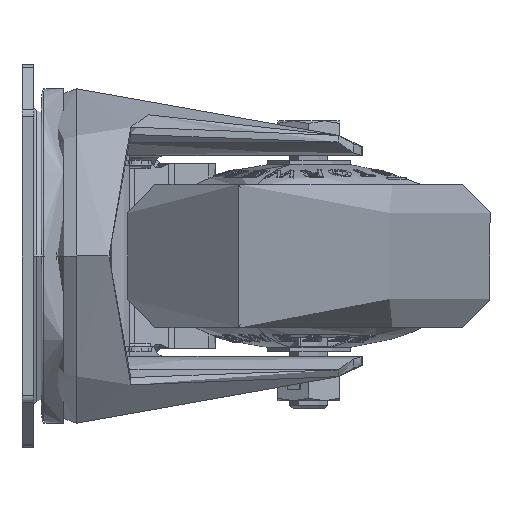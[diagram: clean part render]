
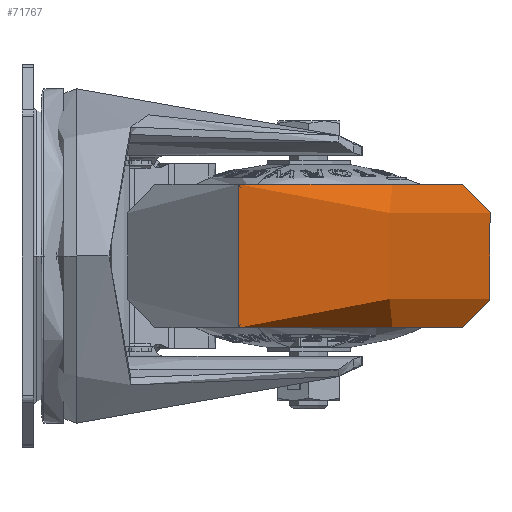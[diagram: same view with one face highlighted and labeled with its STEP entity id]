
A CAD part, left-side view. The second image highlights one B-rep face of the part: STEP entity #71767.
In plain terms, the highlighted free-form (B-spline) face has degree [3, 3] with [4, 4] control points.
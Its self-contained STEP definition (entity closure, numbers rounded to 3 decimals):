
#1279 = DIRECTION ( 'NONE',  ( -0.89, 0.456, 0. ) ) ;
#3118 = CARTESIAN_POINT ( 'NONE',  ( 9.298, -39.295, -15. ) ) ;
#4234 = CARTESIAN_POINT ( 'NONE',  ( 66.702, -68.705, 15. ) ) ;
#4933 = CARTESIAN_POINT ( 'NONE',  ( 66.702, -68.705, 15. ) ) ;
#5500 = VERTEX_POINT ( 'NONE', #50150 ) ;
#6100 = CARTESIAN_POINT ( 'NONE',  ( 66.702, -68.705, -15. ) ) ;
#8423 = CARTESIAN_POINT ( 'NONE',  ( -4.497, -32.228, -15. ) ) ;
#9217 =( BOUNDED_CURVE ( )  B_SPLINE_CURVE ( 3, ( #4933, #63330, #92665, #26945 ),
 .UNSPECIFIED., .F., .F. ) 
 B_SPLINE_CURVE_WITH_KNOTS ( ( 4, 4 ),
 ( 0., 3.142 ),
 .UNSPECIFIED. ) 
 CURVE ( )  GEOMETRIC_REPRESENTATION_ITEM ( )  RATIONAL_B_SPLINE_CURVE ( ( 1., 0.333, 0.333, 1. ) ) 
 REPRESENTATION_ITEM ( '' )  );
#12129 = ORIENTED_EDGE ( 'NONE', *, *, #53413, .F. ) ;
#13317 = CARTESIAN_POINT ( 'NONE',  ( -48.042, -117.223, -15. ) ) ;
#14028 = ORIENTED_EDGE ( 'NONE', *, *, #57371, .T. ) ;
#14765 = CARTESIAN_POINT ( 'NONE',  ( -20.112, -96.7, -15. ) ) ;
#17565 = CARTESIAN_POINT ( 'NONE',  ( 38., -54., -15. ) ) ;
#18249 = AXIS2_PLACEMENT_3D ( 'NONE', #34083, #80605, #51763 ) ;
#20504 = CARTESIAN_POINT ( 'NONE',  ( -48.042, -117.223, 15. ) ) ;
#20971 =( BOUNDED_SURFACE ( )  B_SPLINE_SURFACE ( 3, 3, ( 
 ( #4234, #48683, #92908, #27187 ),
 ( #56429, #49157, #20504, #41985 ),
 ( #49654, #78973, #13317, #43388 ),
 ( #6100, #71746, #14765, #52073 ) ),
 .UNSPECIFIED., .F., .F., .F. ) 
 B_SPLINE_SURFACE_WITH_KNOTS ( ( 4, 4 ),
 ( 4, 4 ),
 ( 0., 1. ),
 ( 0., 1. ),
 .UNSPECIFIED. ) 
 GEOMETRIC_REPRESENTATION_ITEM ( )  RATIONAL_B_SPLINE_SURFACE ( (
 ( 1., 0.333, 0.333, 1.),
 ( 0.333, 0.111, 0.111, 0.333),
 ( 0.333, 0.111, 0.111, 0.333),
 ( 1., 0.333, 0.333, 1.) ) ) 
 REPRESENTATION_ITEM ( '' )  SURFACE ( )  );
#26945 = CARTESIAN_POINT ( 'NONE',  ( 66.702, -68.705, -15. ) ) ;
#27187 = CARTESIAN_POINT ( 'NONE',  ( 9.298, -39.295, 15. ) ) ;
#28902 = AXIS2_PLACEMENT_3D ( 'NONE', #17565, #66874, #1279 ) ;
#30611 = EDGE_LOOP ( 'NONE', ( #12129, #39313, #14028, #64936 ) ) ;
#31470 =( BOUNDED_CURVE ( )  B_SPLINE_CURVE ( 3, ( #74546, #59666, #8423, #3118 ),
 .UNSPECIFIED., .F., .F. ) 
 B_SPLINE_CURVE_WITH_KNOTS ( ( 4, 4 ),
 ( 0., 3.142 ),
 .UNSPECIFIED. ) 
 CURVE ( )  GEOMETRIC_REPRESENTATION_ITEM ( )  RATIONAL_B_SPLINE_CURVE ( ( 1., 0.333, 0.333, 1. ) ) 
 REPRESENTATION_ITEM ( '' )  );
#33898 = FACE_OUTER_BOUND ( 'NONE', #30611, .T. ) ;
#34083 = CARTESIAN_POINT ( 'NONE',  ( 38., -54., 15. ) ) ;
#39313 = ORIENTED_EDGE ( 'NONE', *, *, #75772, .T. ) ;
#41985 = CARTESIAN_POINT ( 'NONE',  ( -4.497, -32.228, 15. ) ) ;
#42587 = VERTEX_POINT ( 'NONE', #62372 ) ;
#43388 = CARTESIAN_POINT ( 'NONE',  ( -4.497, -32.228, -15. ) ) ;
#45607 = CARTESIAN_POINT ( 'NONE',  ( 9.298, -39.295, 15. ) ) ;
#48683 = CARTESIAN_POINT ( 'NONE',  ( 37.293, -126.11, 15. ) ) ;
#49157 = CARTESIAN_POINT ( 'NONE',  ( 36.953, -160.767, 15. ) ) ;
#49654 = CARTESIAN_POINT ( 'NONE',  ( 80.497, -75.772, -15. ) ) ;
#50150 = CARTESIAN_POINT ( 'NONE',  ( 9.298, -39.295, -15. ) ) ;
#51763 = DIRECTION ( 'NONE',  ( -0.89, 0.456, 0. ) ) ;
#51957 = CIRCLE ( 'NONE', #18249, 32.25 ) ;
#52073 = CARTESIAN_POINT ( 'NONE',  ( 9.298, -39.295, -15. ) ) ;
#53413 = EDGE_CURVE ( 'NONE', #42587, #58224, #9217, .T. ) ;
#56429 = CARTESIAN_POINT ( 'NONE',  ( 80.497, -75.772, 15. ) ) ;
#57371 = EDGE_CURVE ( 'NONE', #86924, #5500, #31470, .T. ) ;
#58224 = VERTEX_POINT ( 'NONE', #89218 ) ;
#59666 = CARTESIAN_POINT ( 'NONE',  ( -4.497, -32.228, 15. ) ) ;
#62372 = CARTESIAN_POINT ( 'NONE',  ( 66.702, -68.705, 15. ) ) ;
#63330 = CARTESIAN_POINT ( 'NONE',  ( 80.497, -75.772, 15. ) ) ;
#64936 = ORIENTED_EDGE ( 'NONE', *, *, #78441, .F. ) ;
#66874 = DIRECTION ( 'NONE',  ( 0., 0., -1. ) ) ;
#71746 = CARTESIAN_POINT ( 'NONE',  ( 37.293, -126.11, -15. ) ) ;
#71767 = ADVANCED_FACE ( 'NONE', ( #33898 ), #20971, .F. ) ;
#74546 = CARTESIAN_POINT ( 'NONE',  ( 9.298, -39.295, 15. ) ) ;
#75772 = EDGE_CURVE ( 'NONE', #42587, #86924, #51957, .T. ) ;
#78441 = EDGE_CURVE ( 'NONE', #58224, #5500, #84024, .T. ) ;
#78973 = CARTESIAN_POINT ( 'NONE',  ( 36.953, -160.767, -15. ) ) ;
#80605 = DIRECTION ( 'NONE',  ( 0., 0., -1. ) ) ;
#84024 = CIRCLE ( 'NONE', #28902, 32.25 ) ;
#86924 = VERTEX_POINT ( 'NONE', #45607 ) ;
#89218 = CARTESIAN_POINT ( 'NONE',  ( 66.702, -68.705, -15. ) ) ;
#92665 = CARTESIAN_POINT ( 'NONE',  ( 80.497, -75.772, -15. ) ) ;
#92908 = CARTESIAN_POINT ( 'NONE',  ( -20.112, -96.7, 15. ) ) ;
